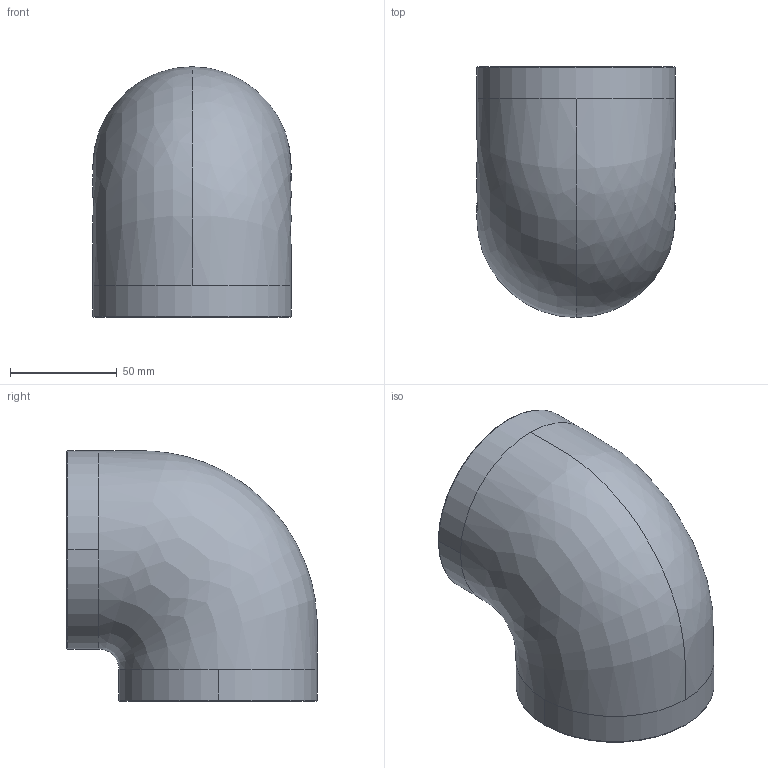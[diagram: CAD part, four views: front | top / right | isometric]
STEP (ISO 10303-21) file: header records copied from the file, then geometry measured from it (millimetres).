
FILE_DESCRIPTION(('STEP AP214'),'1');
FILE_NAME('gim075.stp','2018-02-09T07:55:09',('TraceParts'),('TraceParts S.A.'),'Spatial InterOp 3D',' ',' ');
FILE_SCHEMA(('automotive_design'));
Length unit declared in the file: millimetre
Products named in the file (1): gim075
Bounding box: 93 x 117.5 x 117.5 mm (x, y, z)
Volume: 319917.7 mm3; surface area: 70762.5 mm2
Topology: 1 solids, 1 shells, 22 faces, 52 edges, 34 vertices
Faces by surface type: cylinder 8, bspline 6, torus 4, plane 4
Entity records: 1968 total; most frequent: CARTESIAN_POINT 1253, DIRECTION 112, ORIENTED_EDGE 104, EDGE_CURVE 52, AXIS2_PLACEMENT_3D 51, VERTEX_POINT 34, CIRCLE 34, EDGE_LOOP 26
